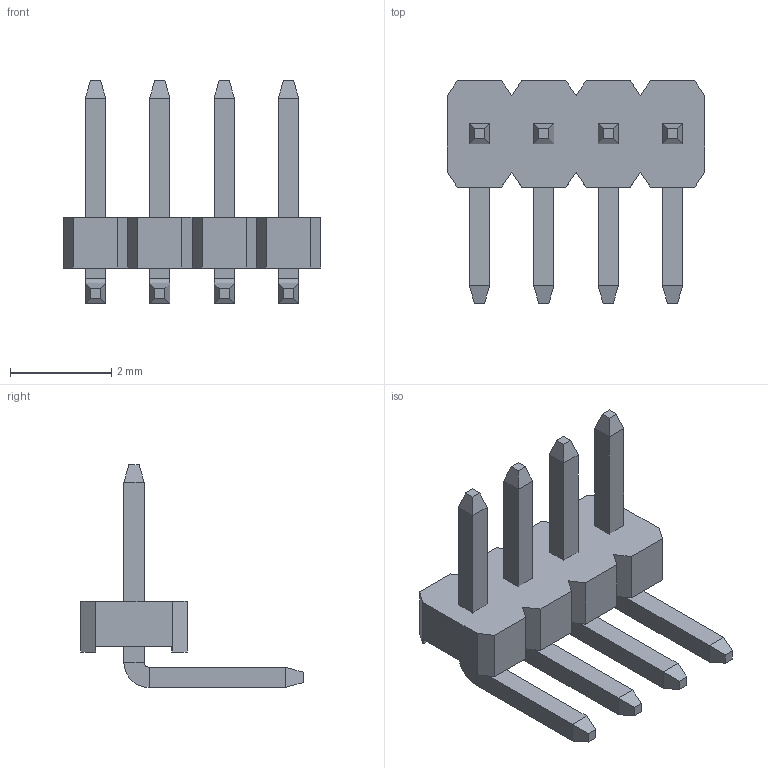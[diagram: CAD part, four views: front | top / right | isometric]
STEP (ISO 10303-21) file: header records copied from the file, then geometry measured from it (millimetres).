
FILE_DESCRIPTION (( 'STEP AP203' ), '1' );
FILE_NAME ('707-1-04-2-10-xx.STEP', '2017-01-20T06:22:32', ( '微软用户' ), ( '微软中国' ), 'SwSTEP 2.0', 'SolidWorks 2008', '' );
FILE_SCHEMA (( 'CONFIG_CONTROL_DESIGN' ));
Length unit declared in the file: millimetre
Products named in the file (3): 707-1-04-2-10-xx; 1.27xA-1x04-2; 0.4x7.41-2.7G-90
Assembly tree (5 placements, depth 2):
  707-1-04-2-10-xx
    0.4x7.41-2.7G-90  x4
    1.27xA-1x04-2
Bounding box: 5.08 x 4.39 x 4.4 mm (x, y, z)
Volume: 13.4 mm3; surface area: 87.6 mm2
Topology: 5 solids, 5 shells, 152 faces, 346 edges, 204 vertices
Faces by surface type: plane 144, cylinder 8
Entity records: 2883 total; most frequent: CARTESIAN_POINT 440, ORIENTED_EDGE 428, DIRECTION 406, EDGE_CURVE 214, VECTOR 210, LINE 210, VERTEX_POINT 132, AXIS2_PLACEMENT_3D 98
